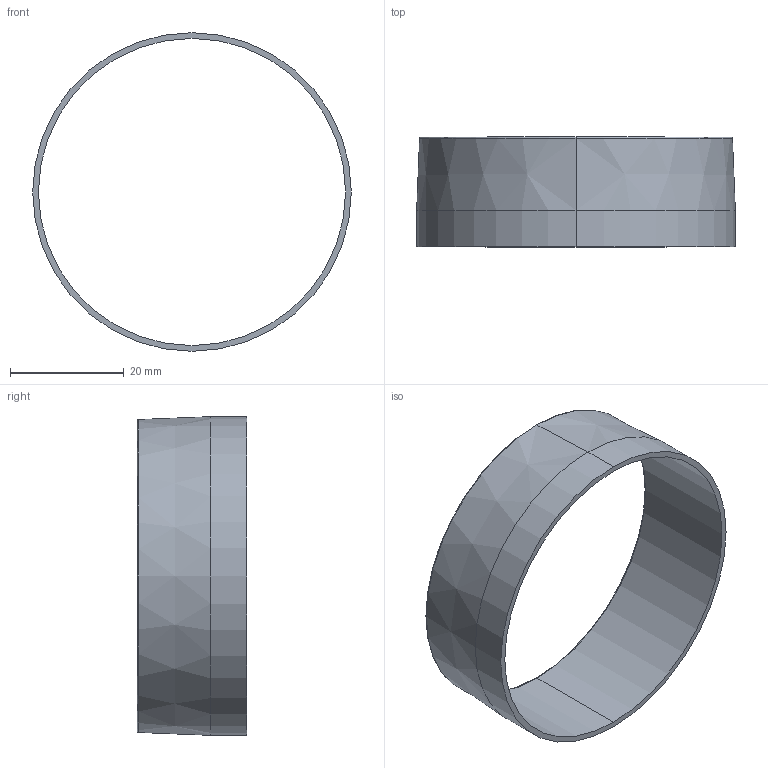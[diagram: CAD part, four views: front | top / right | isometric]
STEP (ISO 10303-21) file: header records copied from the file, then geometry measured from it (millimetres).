
FILE_DESCRIPTION (( 'STEP AP214' ), '1' );
FILE_NAME ('fin can transition.STEP', '2024-08-15T00:59:22', ( '' ), ( '' ), 'SwSTEP 2.0', 'SolidWorks 2024', '' );
FILE_SCHEMA (( 'AUTOMOTIVE_DESIGN' ));
Length unit declared in the file: inch
Products named in the file (1): fin can transition
Bounding box: 56.13 x 19.3 x 56.13 mm (x, y, z)
Volume: 2802.9 mm3; surface area: 6889.9 mm2
Topology: 1 solids, 1 shells, 9 faces, 18 edges, 10 vertices
Faces by surface type: cylinder 4, torus 2, cone 2, plane 1
Entity records: 267 total; most frequent: DIRECTION 50, CARTESIAN_POINT 38, ORIENTED_EDGE 36, AXIS2_PLACEMENT_3D 22, EDGE_CURVE 18, CIRCLE 12, EDGE_LOOP 10, VERTEX_POINT 10
